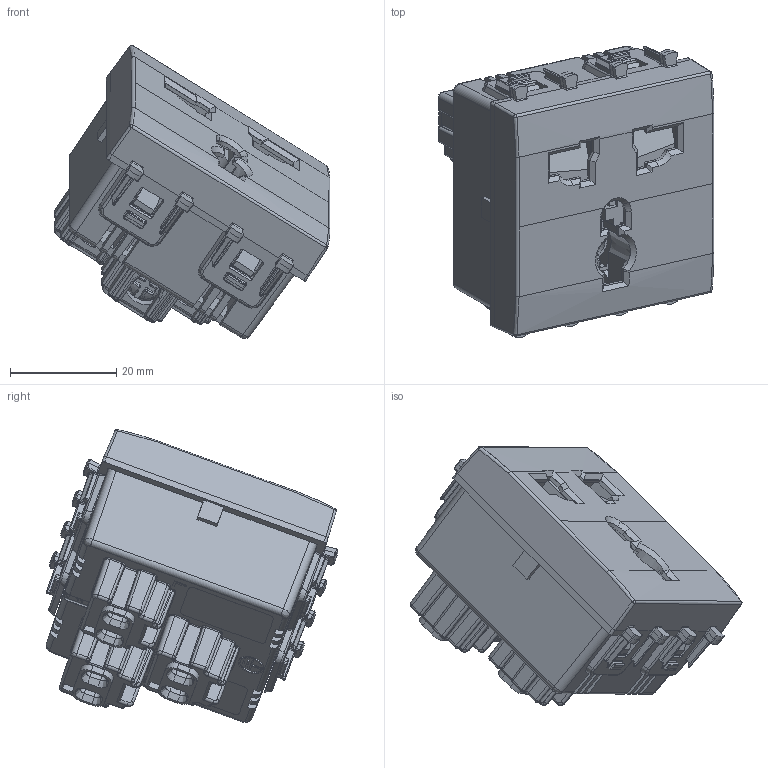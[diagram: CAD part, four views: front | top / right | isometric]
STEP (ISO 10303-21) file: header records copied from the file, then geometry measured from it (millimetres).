
FILE_DESCRIPTION(('CATIA V5 STEP Exchange'),'2;1');
FILE_NAME('441059TS.stp','2024-03-06T10:09:14+00:00',('none'),('none'),'CATIA Version 5-6 Release 2016 SP6','CATIA V5 STEP AP203','none');
FILE_SCHEMA(('CONFIG_CONTROL_DESIGN'));
Products named in the file (1): 441090TS
Assembly tree (7 placements, depth 2):
  441090TS
    #57
    #45842
    #88939
    #95278
    #101617
    #109620
    #111943
Bounding box: 51.88 x 54.9 x 55.11 mm (x, y, z)
Volume: 21334.2 mm3; surface area: 34690.7 mm2
Topology: 19 solids, 19 shells, 2960 faces, 7791 edges, 4701 vertices
Faces by surface type: plane 1363, cylinder 977, bspline 344, sphere 140, cone 78, torus 52, revolution 6
Entity records: 114084 total; most frequent: CARTESIAN_POINT 50364, ORIENTED_EDGE 15256, DIRECTION 9476, EDGE_CURVE 7628, VERTEX_POINT 4701, VECTOR 3952, LINE 3952, AXIS2_PLACEMENT_3D 3339
